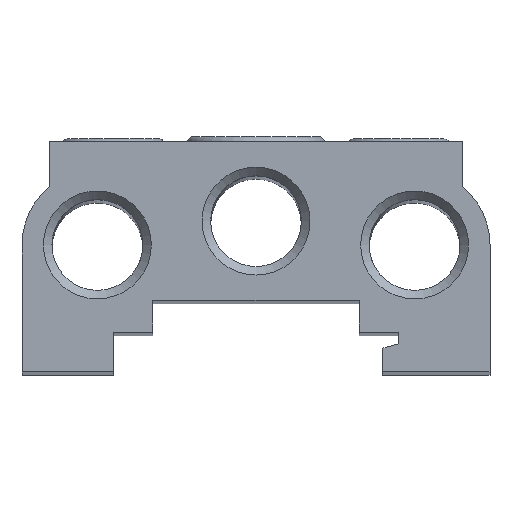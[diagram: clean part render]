
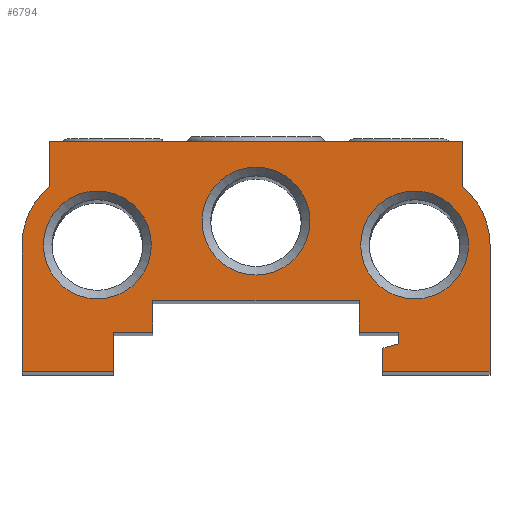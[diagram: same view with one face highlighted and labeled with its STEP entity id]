
A CAD part, top view. The second image highlights one B-rep face of the part: STEP entity #6794.
In plain terms, the highlighted planar face has unit normal (0, 0, 1).
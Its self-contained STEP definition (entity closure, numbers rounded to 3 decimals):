
#23=LINE('',#8952,#109);
#63=LINE('',#10007,#149);
#66=LINE('',#10013,#152);
#69=LINE('',#10019,#155);
#72=LINE('',#10025,#158);
#75=LINE('',#10031,#161);
#78=LINE('',#10037,#164);
#80=LINE('',#10042,#166);
#83=LINE('',#10048,#169);
#87=LINE('',#10055,#173);
#90=LINE('',#10061,#176);
#93=LINE('',#10067,#179);
#96=LINE('',#10076,#182);
#99=LINE('',#10091,#185);
#100=LINE('',#10098,#186);
#101=LINE('',#10100,#187);
#109=VECTOR('',#7518,1000.);
#149=VECTOR('',#8810,1000.);
#152=VECTOR('',#8815,1000.);
#155=VECTOR('',#8820,1000.);
#158=VECTOR('',#8825,1000.);
#161=VECTOR('',#8830,1000.);
#164=VECTOR('',#8835,1000.);
#166=VECTOR('',#8839,1000.);
#169=VECTOR('',#8844,1000.);
#173=VECTOR('',#8850,1000.);
#176=VECTOR('',#8855,1000.);
#179=VECTOR('',#8860,1000.);
#182=VECTOR('',#8871,1000.);
#185=VECTOR('',#8888,1000.);
#186=VECTOR('',#8897,1000.);
#187=VECTOR('',#8898,1000.);
#448=PLANE('',#7471);
#1212=ORIENTED_EDGE('',*,*,#1633,.T.);
#1213=ORIENTED_EDGE('',*,*,#1632,.T.);
#1214=ORIENTED_EDGE('',*,*,#1631,.T.);
#1215=ORIENTED_EDGE('',*,*,#1678,.F.);
#1216=ORIENTED_EDGE('',*,*,#1680,.F.);
#1217=ORIENTED_EDGE('',*,*,#1681,.F.);
#1218=ORIENTED_EDGE('',*,*,#1682,.F.);
#1219=ORIENTED_EDGE('',*,*,#1637,.F.);
#1220=ORIENTED_EDGE('',*,*,#1640,.F.);
#1221=ORIENTED_EDGE('',*,*,#1643,.F.);
#1222=ORIENTED_EDGE('',*,*,#1646,.F.);
#1223=ORIENTED_EDGE('',*,*,#1649,.F.);
#1224=ORIENTED_EDGE('',*,*,#1652,.F.);
#1225=ORIENTED_EDGE('',*,*,#1654,.F.);
#1226=ORIENTED_EDGE('',*,*,#1657,.F.);
#1227=ORIENTED_EDGE('',*,*,#1661,.F.);
#1228=ORIENTED_EDGE('',*,*,#1664,.F.);
#1229=ORIENTED_EDGE('',*,*,#1667,.F.);
#1230=ORIENTED_EDGE('',*,*,#1670,.F.);
#1231=ORIENTED_EDGE('',*,*,#1672,.F.);
#1232=ORIENTED_EDGE('',*,*,#1288,.F.);
#1288=EDGE_CURVE('',#1701,#1699,#23,.T.);
#1631=EDGE_CURVE('',#2084,#2084,#2438,.T.);
#1632=EDGE_CURVE('',#2085,#2085,#2439,.T.);
#1633=EDGE_CURVE('',#2086,#2086,#2440,.T.);
#1637=EDGE_CURVE('',#2090,#2088,#63,.T.);
#1640=EDGE_CURVE('',#2092,#2090,#66,.T.);
#1643=EDGE_CURVE('',#2094,#2092,#69,.T.);
#1646=EDGE_CURVE('',#2096,#2094,#72,.T.);
#1649=EDGE_CURVE('',#2098,#2096,#75,.T.);
#1652=EDGE_CURVE('',#2100,#2098,#78,.T.);
#1654=EDGE_CURVE('',#2102,#2100,#80,.T.);
#1657=EDGE_CURVE('',#2104,#2102,#83,.T.);
#1661=EDGE_CURVE('',#2106,#2104,#87,.T.);
#1664=EDGE_CURVE('',#2108,#2106,#90,.T.);
#1667=EDGE_CURVE('',#2110,#2108,#93,.T.);
#1670=EDGE_CURVE('',#2112,#2110,#2442,.T.);
#1672=EDGE_CURVE('',#1699,#2112,#96,.T.);
#1678=EDGE_CURVE('',#2117,#1701,#99,.T.);
#1680=EDGE_CURVE('',#2119,#2117,#2447,.T.);
#1681=EDGE_CURVE('',#2120,#2119,#100,.T.);
#1682=EDGE_CURVE('',#2088,#2120,#101,.T.);
#1699=VERTEX_POINT('',#8947);
#1701=VERTEX_POINT('',#8951);
#2084=VERTEX_POINT('',#9992);
#2085=VERTEX_POINT('',#9995);
#2086=VERTEX_POINT('',#9998);
#2088=VERTEX_POINT('',#10002);
#2090=VERTEX_POINT('',#10006);
#2092=VERTEX_POINT('',#10012);
#2094=VERTEX_POINT('',#10018);
#2096=VERTEX_POINT('',#10024);
#2098=VERTEX_POINT('',#10030);
#2100=VERTEX_POINT('',#10036);
#2102=VERTEX_POINT('',#10041);
#2104=VERTEX_POINT('',#10047);
#2106=VERTEX_POINT('',#10054);
#2108=VERTEX_POINT('',#10060);
#2110=VERTEX_POINT('',#10066);
#2112=VERTEX_POINT('',#10072);
#2117=VERTEX_POINT('',#10090);
#2119=VERTEX_POINT('',#10097);
#2120=VERTEX_POINT('',#10099);
#2438=CIRCLE('',#7442,6.8);
#2439=CIRCLE('',#7444,6.8);
#2440=CIRCLE('',#7446,6.8);
#2442=CIRCLE('',#7460,9.5);
#2447=CIRCLE('',#7472,9.5);
#3113=EDGE_LOOP('',(#1212));
#3114=EDGE_LOOP('',(#1213));
#3115=EDGE_LOOP('',(#1214));
#3116=EDGE_LOOP('',(#1215,#1216,#1217,#1218,#1219,#1220,#1221,#1222,#1223,
#1224,#1225,#1226,#1227,#1228,#1229,#1230,#1231,#1232));
#3846=FACE_BOUND('',#3113,.T.);
#3847=FACE_BOUND('',#3114,.T.);
#3848=FACE_BOUND('',#3115,.T.);
#3849=FACE_BOUND('',#3116,.T.);
#6794=ADVANCED_FACE('',(#3846,#3847,#3848,#3849),#448,.T.);
#7442=AXIS2_PLACEMENT_3D('',#9991,#8795,#8796);
#7444=AXIS2_PLACEMENT_3D('',#9994,#8799,#8800);
#7446=AXIS2_PLACEMENT_3D('',#9997,#8803,#8804);
#7460=AXIS2_PLACEMENT_3D('',#10073,#8866,#8867);
#7471=AXIS2_PLACEMENT_3D('',#10095,#8893,#8894);
#7472=AXIS2_PLACEMENT_3D('',#10096,#8895,#8896);
#7518=DIRECTION('',(1.,0.,0.));
#8795=DIRECTION('',(0.,0.,-1.));
#8796=DIRECTION('',(-1.,0.,0.));
#8799=DIRECTION('',(0.,0.,-1.));
#8800=DIRECTION('',(-1.,0.,0.));
#8803=DIRECTION('',(0.,0.,-1.));
#8804=DIRECTION('',(-1.,0.,0.));
#8810=DIRECTION('',(0.,-1.,0.));
#8815=DIRECTION('',(-1.,0.,0.));
#8820=DIRECTION('',(0.,-1.,0.));
#8825=DIRECTION('',(-1.,0.,0.));
#8830=DIRECTION('',(0.,1.,0.));
#8835=DIRECTION('',(-1.,0.,0.));
#8839=DIRECTION('',(0.,1.,0.));
#8844=DIRECTION('',(0.966,0.259,0.));
#8850=DIRECTION('',(0.,1.,0.));
#8855=DIRECTION('',(-1.,0.,0.));
#8860=DIRECTION('',(0.,-1.,0.));
#8866=DIRECTION('',(0.,0.,-1.));
#8867=DIRECTION('',(1.,0.,0.));
#8871=DIRECTION('',(0.,-1.,0.));
#8888=DIRECTION('',(0.,1.,0.));
#8893=DIRECTION('',(0.,0.,1.));
#8894=DIRECTION('',(1.,0.,0.));
#8895=DIRECTION('',(0.,0.,-1.));
#8896=DIRECTION('',(-0.632,0.775,0.));
#8897=DIRECTION('',(0.,1.,0.));
#8898=DIRECTION('',(-1.,0.,0.));
#8947=CARTESIAN_POINT('',(26.,29.,391.));
#8951=CARTESIAN_POINT('',(-26.,29.,391.));
#8952=CARTESIAN_POINT('',(-26.,29.,391.));
#9991=CARTESIAN_POINT('',(-20.,16.,391.));
#9992=CARTESIAN_POINT('',(-26.8,16.,391.));
#9994=CARTESIAN_POINT('',(0.,19.,391.));
#9995=CARTESIAN_POINT('',(-6.8,19.,391.));
#9997=CARTESIAN_POINT('',(20.,16.,391.));
#9998=CARTESIAN_POINT('',(13.2,16.,391.));
#10002=CARTESIAN_POINT('',(-18.,0.,391.));
#10006=CARTESIAN_POINT('',(-18.,5.,391.));
#10007=CARTESIAN_POINT('',(-18.,5.,391.));
#10012=CARTESIAN_POINT('',(-13.,5.,391.));
#10013=CARTESIAN_POINT('',(-13.,5.,391.));
#10018=CARTESIAN_POINT('',(-13.,9.,391.));
#10019=CARTESIAN_POINT('',(-13.,9.,391.));
#10024=CARTESIAN_POINT('',(13.,9.,391.));
#10025=CARTESIAN_POINT('',(13.,9.,391.));
#10030=CARTESIAN_POINT('',(13.,5.,391.));
#10031=CARTESIAN_POINT('',(13.,5.,391.));
#10036=CARTESIAN_POINT('',(18.,5.,391.));
#10037=CARTESIAN_POINT('',(18.,5.,391.));
#10041=CARTESIAN_POINT('',(18.,3.536,391.));
#10042=CARTESIAN_POINT('',(18.,3.536,391.));
#10047=CARTESIAN_POINT('',(16.,3.,391.));
#10048=CARTESIAN_POINT('',(16.,3.,391.));
#10054=CARTESIAN_POINT('',(16.,0.,391.));
#10055=CARTESIAN_POINT('',(16.,0.,391.));
#10060=CARTESIAN_POINT('',(29.5,0.,391.));
#10061=CARTESIAN_POINT('',(29.5,0.,391.));
#10066=CARTESIAN_POINT('',(29.5,16.,391.));
#10067=CARTESIAN_POINT('',(29.5,16.,391.));
#10072=CARTESIAN_POINT('',(26.,23.365,391.));
#10073=CARTESIAN_POINT('',(20.,16.,391.));
#10076=CARTESIAN_POINT('',(26.,29.,391.));
#10090=CARTESIAN_POINT('',(-26.,23.365,391.));
#10091=CARTESIAN_POINT('',(-26.,23.365,391.));
#10095=CARTESIAN_POINT('',(0.278,14.351,391.));
#10096=CARTESIAN_POINT('',(-20.,16.,391.));
#10097=CARTESIAN_POINT('',(-29.5,16.,391.));
#10098=CARTESIAN_POINT('',(-29.5,0.,391.));
#10099=CARTESIAN_POINT('',(-29.5,0.,391.));
#10100=CARTESIAN_POINT('',(-18.,0.,391.));
